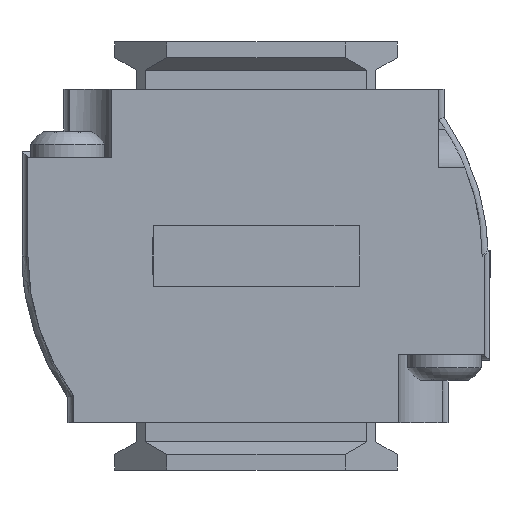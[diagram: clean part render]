
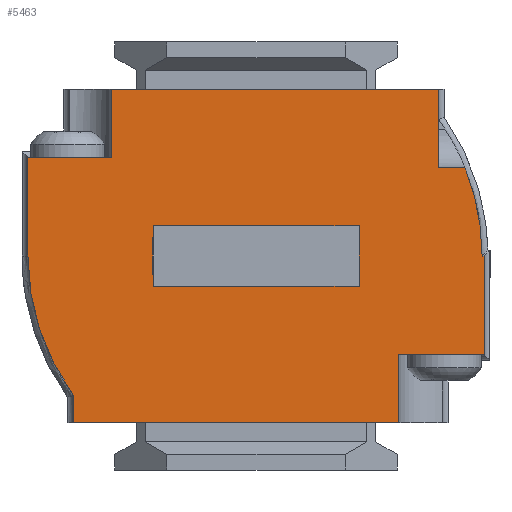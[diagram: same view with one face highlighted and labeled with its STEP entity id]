
A CAD part, front view. The second image highlights one B-rep face of the part: STEP entity #5463.
In plain terms, the highlighted face is planar.
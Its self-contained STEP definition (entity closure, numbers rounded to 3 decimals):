
#85 = VERTEX_POINT ( 'NONE', #3841 ) ;
#182 = VECTOR ( 'NONE', #8385, 1000. ) ;
#200 = CARTESIAN_POINT ( 'NONE',  ( -29.9, 646.4, 463.6 ) ) ;
#201 = ORIENTED_EDGE ( 'NONE', *, *, #5541, .F. ) ;
#205 = ORIENTED_EDGE ( 'NONE', *, *, #3860, .F. ) ;
#207 = DIRECTION ( 'NONE',  ( -1., 0., 0. ) ) ;
#278 = CARTESIAN_POINT ( 'NONE',  ( 26.348, 647.7, 463.6 ) ) ;
#304 = LINE ( 'NONE', #8263, #1163 ) ;
#410 = VERTEX_POINT ( 'NONE', #4406 ) ;
#455 = ORIENTED_EDGE ( 'NONE', *, *, #4153, .F. ) ;
#540 = DIRECTION ( 'NONE',  ( 0., -1., 0. ) ) ;
#607 = DIRECTION ( 'NONE',  ( 1., 0., 0. ) ) ;
#615 = DIRECTION ( 'NONE',  ( 0., -1., 0. ) ) ;
#670 = LINE ( 'NONE', #1302, #1573 ) ;
#693 = DIRECTION ( 'NONE',  ( 0., 1., 0. ) ) ;
#712 = DIRECTION ( 'NONE',  ( 0., 1., 0. ) ) ;
#757 = EDGE_CURVE ( 'NONE', #1369, #4336, #3483, .T. ) ;
#839 = VERTEX_POINT ( 'NONE', #7622 ) ;
#903 = VERTEX_POINT ( 'NONE', #4468 ) ;
#1023 = EDGE_CURVE ( 'NONE', #1441, #2502, #8136, .T. ) ;
#1057 = CARTESIAN_POINT ( 'NONE',  ( 13., 661.1, 463.6 ) ) ;
#1106 = CARTESIAN_POINT ( 'NONE',  ( 13., 656.5, 463.6 ) ) ;
#1144 = LINE ( 'NONE', #1106, #7625 ) ;
#1163 = VECTOR ( 'NONE', #8175, 1000. ) ;
#1248 = CARTESIAN_POINT ( 'NONE',  ( -23., 679.8, 463.6 ) ) ;
#1271 = CARTESIAN_POINT ( 'NONE',  ( -13., 661.1, 463.6 ) ) ;
#1302 = CARTESIAN_POINT ( 'NONE',  ( -28.75, 636.96, 463.6 ) ) ;
#1325 = EDGE_CURVE ( 'NONE', #6914, #5032, #5962, .T. ) ;
#1369 = VERTEX_POINT ( 'NONE', #5483 ) ;
#1441 = VERTEX_POINT ( 'NONE', #3579 ) ;
#1513 = DIRECTION ( 'NONE',  ( 1., 0., 0. ) ) ;
#1535 = ORIENTED_EDGE ( 'NONE', *, *, #7488, .F. ) ;
#1572 = DIRECTION ( 'NONE',  ( 1., 0., 0. ) ) ;
#1573 = VECTOR ( 'NONE', #540, 1000. ) ;
#1704 = VECTOR ( 'NONE', #7862, 1000. ) ;
#1778 = DIRECTION ( 'NONE',  ( 0., 0., 1. ) ) ;
#1787 = ORIENTED_EDGE ( 'NONE', *, *, #4570, .F. ) ;
#1815 = VECTOR ( 'NONE', #7300, 1000. ) ;
#1861 = EDGE_LOOP ( 'NONE', ( #5019, #8227, #201, #6329, #1787, #8121, #5170, #4902, #205, #455, #1535, #5274, #2523, #2799 ) ) ;
#1943 = AXIS2_PLACEMENT_3D ( 'NONE', #5669, #1778, #8425 ) ;
#2001 = CARTESIAN_POINT ( 'NONE',  ( 28.75, 671.2, 463.6 ) ) ;
#2078 = LINE ( 'NONE', #2617, #8350 ) ;
#2083 = EDGE_CURVE ( 'NONE', #3677, #5478, #8033, .T. ) ;
#2281 = VERTEX_POINT ( 'NONE', #6571 ) ;
#2305 = CARTESIAN_POINT ( 'NONE',  ( 28.376, 658.8, 463.6 ) ) ;
#2368 = VECTOR ( 'NONE', #7081, 1000. ) ;
#2407 = CARTESIAN_POINT ( 'NONE',  ( -18.25, 636.96, 463.6 ) ) ;
#2485 = LINE ( 'NONE', #5232, #1704 ) ;
#2502 = VERTEX_POINT ( 'NONE', #2883 ) ;
#2523 = ORIENTED_EDGE ( 'NONE', *, *, #4085, .F. ) ;
#2617 = CARTESIAN_POINT ( 'NONE',  ( 18., 636.96, 463.6 ) ) ;
#2624 = CARTESIAN_POINT ( 'NONE',  ( 23., 637.8, 463.6 ) ) ;
#2648 = LINE ( 'NONE', #1271, #1815 ) ;
#2723 = CARTESIAN_POINT ( 'NONE',  ( -29.9, 637.8, 463.6 ) ) ;
#2799 = ORIENTED_EDGE ( 'NONE', *, *, #1023, .F. ) ;
#2845 = EDGE_CURVE ( 'NONE', #7916, #839, #6278, .T. ) ;
#2883 = CARTESIAN_POINT ( 'NONE',  ( -28.75, 658.8, 463.6 ) ) ;
#3039 = EDGE_CURVE ( 'NONE', #903, #410, #5716, .T. ) ;
#3051 = EDGE_CURVE ( 'NONE', #4306, #7916, #8295, .T. ) ;
#3073 = VECTOR ( 'NONE', #1513, 1000. ) ;
#3210 = EDGE_CURVE ( 'NONE', #5032, #903, #2648, .T. ) ;
#3482 = ORIENTED_EDGE ( 'NONE', *, *, #1325, .F. ) ;
#3483 = LINE ( 'NONE', #8105, #5640 ) ;
#3579 = CARTESIAN_POINT ( 'NONE',  ( -23., 676.364, 463.6 ) ) ;
#3589 = DIRECTION ( 'NONE',  ( 0., 0., 1. ) ) ;
#3677 = VERTEX_POINT ( 'NONE', #2001 ) ;
#3772 = EDGE_CURVE ( 'NONE', #410, #6914, #1144, .T. ) ;
#3841 = CARTESIAN_POINT ( 'NONE',  ( -18.25, 637.8, 463.6 ) ) ;
#3857 = DIRECTION ( 'NONE',  ( 0., 0., 1. ) ) ;
#3860 = EDGE_CURVE ( 'NONE', #4422, #2281, #2485, .T. ) ;
#4059 = CARTESIAN_POINT ( 'NONE',  ( -13., 661.1, 463.6 ) ) ;
#4085 = EDGE_CURVE ( 'NONE', #2502, #8135, #670, .T. ) ;
#4153 = EDGE_CURVE ( 'NONE', #85, #4422, #4701, .T. ) ;
#4191 = VECTOR ( 'NONE', #5774, 1000. ) ;
#4210 = AXIS2_PLACEMENT_3D ( 'NONE', #6331, #3857, #607 ) ;
#4223 = CARTESIAN_POINT ( 'NONE',  ( -28.75, 646.4, 463.6 ) ) ;
#4306 = VERTEX_POINT ( 'NONE', #278 ) ;
#4330 = EDGE_CURVE ( 'NONE', #4336, #1441, #7669, .T. ) ;
#4336 = VERTEX_POINT ( 'NONE', #1248 ) ;
#4353 = CARTESIAN_POINT ( 'NONE',  ( -29.9, 647.7, 463.6 ) ) ;
#4406 = CARTESIAN_POINT ( 'NONE',  ( 13., 656.5, 463.6 ) ) ;
#4415 = AXIS2_PLACEMENT_3D ( 'NONE', #7434, #3589, #1572 ) ;
#4422 = VERTEX_POINT ( 'NONE', #2624 ) ;
#4468 = CARTESIAN_POINT ( 'NONE',  ( 13., 661.1, 463.6 ) ) ;
#4473 = CARTESIAN_POINT ( 'NONE',  ( -13., 656.5, 463.6 ) ) ;
#4570 = EDGE_CURVE ( 'NONE', #839, #3677, #304, .T. ) ;
#4701 = LINE ( 'NONE', #2723, #3073 ) ;
#4764 = VECTOR ( 'NONE', #8025, 1000. ) ;
#4902 = ORIENTED_EDGE ( 'NONE', *, *, #7277, .F. ) ;
#5019 = ORIENTED_EDGE ( 'NONE', *, *, #4330, .F. ) ;
#5025 = EDGE_CURVE ( 'NONE', #8135, #6284, #6096, .T. ) ;
#5032 = VERTEX_POINT ( 'NONE', #4059 ) ;
#5049 = LINE ( 'NONE', #4353, #6798 ) ;
#5093 = ORIENTED_EDGE ( 'NONE', *, *, #3772, .F. ) ;
#5170 = ORIENTED_EDGE ( 'NONE', *, *, #3051, .F. ) ;
#5232 = CARTESIAN_POINT ( 'NONE',  ( 23., 636.96, 463.6 ) ) ;
#5274 = ORIENTED_EDGE ( 'NONE', *, *, #5025, .F. ) ;
#5463 = ADVANCED_FACE ( 'NONE', ( #5770, #8347 ), #8435, .F. ) ;
#5478 = VERTEX_POINT ( 'NONE', #8478 ) ;
#5483 = CARTESIAN_POINT ( 'NONE',  ( 18., 679.8, 463.6 ) ) ;
#5524 = VECTOR ( 'NONE', #712, 1000. ) ;
#5541 = EDGE_CURVE ( 'NONE', #5478, #1369, #2078, .T. ) ;
#5585 = CARTESIAN_POINT ( 'NONE',  ( -18.25, 646.4, 463.6 ) ) ;
#5633 = DIRECTION ( 'NONE',  ( -1., 0., 0. ) ) ;
#5640 = VECTOR ( 'NONE', #7324, 1000. ) ;
#5669 = CARTESIAN_POINT ( 'NONE',  ( -1.2, 658.8, 463.6 ) ) ;
#5716 = LINE ( 'NONE', #1057, #2368 ) ;
#5770 = FACE_BOUND ( 'NONE', #6602, .T. ) ;
#5774 = DIRECTION ( 'NONE',  ( 0., -1., 0. ) ) ;
#5786 = CARTESIAN_POINT ( 'NONE',  ( 28.5, 658.8, 463.6 ) ) ;
#5930 = ORIENTED_EDGE ( 'NONE', *, *, #3210, .F. ) ;
#5962 = LINE ( 'NONE', #6609, #5524 ) ;
#6096 = LINE ( 'NONE', #200, #4764 ) ;
#6104 = CARTESIAN_POINT ( 'NONE',  ( -29.9, 671.2, 463.6 ) ) ;
#6124 = VECTOR ( 'NONE', #615, 1000. ) ;
#6215 = VECTOR ( 'NONE', #207, 1000. ) ;
#6278 = LINE ( 'NONE', #2305, #182 ) ;
#6284 = VERTEX_POINT ( 'NONE', #5585 ) ;
#6329 = ORIENTED_EDGE ( 'NONE', *, *, #2083, .F. ) ;
#6331 = CARTESIAN_POINT ( 'NONE',  ( -29.9, 636.96, 463.6 ) ) ;
#6571 = CARTESIAN_POINT ( 'NONE',  ( 23., 647.7, 463.6 ) ) ;
#6602 = EDGE_LOOP ( 'NONE', ( #5093, #6981, #5930, #3482 ) ) ;
#6609 = CARTESIAN_POINT ( 'NONE',  ( -13., 656.5, 463.6 ) ) ;
#6798 = VECTOR ( 'NONE', #6987, 1000. ) ;
#6914 = VERTEX_POINT ( 'NONE', #4473 ) ;
#6981 = ORIENTED_EDGE ( 'NONE', *, *, #3039, .F. ) ;
#6987 = DIRECTION ( 'NONE',  ( 1., 0., 0. ) ) ;
#7081 = DIRECTION ( 'NONE',  ( 0., -1., 0. ) ) ;
#7277 = EDGE_CURVE ( 'NONE', #2281, #4306, #5049, .T. ) ;
#7300 = DIRECTION ( 'NONE',  ( 1., 0., 0. ) ) ;
#7324 = DIRECTION ( 'NONE',  ( -1., 0., 0. ) ) ;
#7434 = CARTESIAN_POINT ( 'NONE',  ( 0.95, 658.8, 463.6 ) ) ;
#7488 = EDGE_CURVE ( 'NONE', #6284, #85, #8234, .T. ) ;
#7622 = CARTESIAN_POINT ( 'NONE',  ( 28.75, 658.8, 463.6 ) ) ;
#7625 = VECTOR ( 'NONE', #5633, 1000. ) ;
#7669 = LINE ( 'NONE', #7801, #6124 ) ;
#7801 = CARTESIAN_POINT ( 'NONE',  ( -23., 636.96, 463.6 ) ) ;
#7862 = DIRECTION ( 'NONE',  ( 0., 1., 0. ) ) ;
#7916 = VERTEX_POINT ( 'NONE', #5786 ) ;
#8025 = DIRECTION ( 'NONE',  ( 1., 0., 0. ) ) ;
#8033 = LINE ( 'NONE', #6104, #6215 ) ;
#8105 = CARTESIAN_POINT ( 'NONE',  ( -29.9, 679.8, 463.6 ) ) ;
#8121 = ORIENTED_EDGE ( 'NONE', *, *, #2845, .F. ) ;
#8135 = VERTEX_POINT ( 'NONE', #4223 ) ;
#8136 = CIRCLE ( 'NONE', #4415, 29.7 ) ;
#8175 = DIRECTION ( 'NONE',  ( 0., 1., 0. ) ) ;
#8227 = ORIENTED_EDGE ( 'NONE', *, *, #757, .F. ) ;
#8234 = LINE ( 'NONE', #2407, #4191 ) ;
#8263 = CARTESIAN_POINT ( 'NONE',  ( 28.75, 636.96, 463.6 ) ) ;
#8295 = CIRCLE ( 'NONE', #1943, 29.7 ) ;
#8347 = FACE_OUTER_BOUND ( 'NONE', #1861, .T. ) ;
#8350 = VECTOR ( 'NONE', #693, 1000. ) ;
#8385 = DIRECTION ( 'NONE',  ( 1., 0., 0. ) ) ;
#8425 = DIRECTION ( 'NONE',  ( 1., 0., 0. ) ) ;
#8435 = PLANE ( 'NONE',  #4210 ) ;
#8478 = CARTESIAN_POINT ( 'NONE',  ( 18., 671.2, 463.6 ) ) ;
